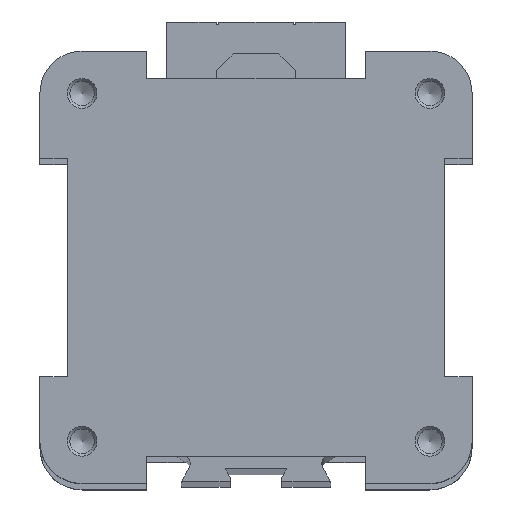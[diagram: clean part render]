
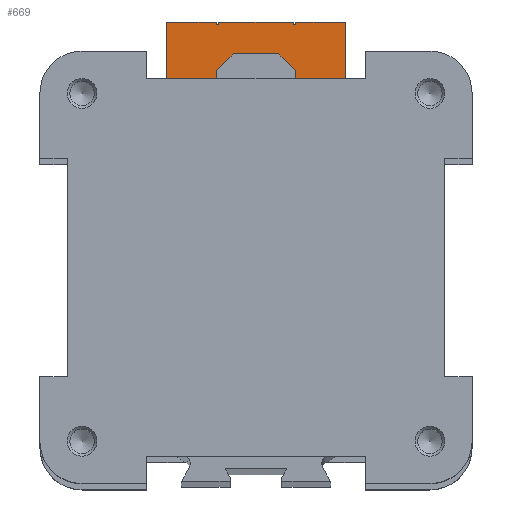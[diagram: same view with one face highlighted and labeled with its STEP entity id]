
A CAD part, top view. The second image highlights one B-rep face of the part: STEP entity #669.
In plain terms, the highlighted planar face has unit normal (0, 0, 1).
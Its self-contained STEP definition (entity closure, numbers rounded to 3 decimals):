
#669 = ADVANCED_FACE( '', ( #1359 ), #1360, .T. );
#1359 = FACE_OUTER_BOUND( '', #2052, .T. );
#1360 = PLANE( '', #2053 );
#2052 = EDGE_LOOP( '', ( #3762, #3763, #3764, #3765, #3766, #3767, #3768, #3769, #3770, #3771, #3772, #3773, #3774, #3775, #3776, #3777 ) );
#2053 = AXIS2_PLACEMENT_3D( '', #3778, #3779, #3780 );
#3762 = ORIENTED_EDGE( '', *, *, #4132, .T. );
#3763 = ORIENTED_EDGE( '', *, *, #4110, .T. );
#3764 = ORIENTED_EDGE( '', *, *, #4694, .T. );
#3765 = ORIENTED_EDGE( '', *, *, #4345, .T. );
#3766 = ORIENTED_EDGE( '', *, *, #4417, .T. );
#3767 = ORIENTED_EDGE( '', *, *, #4226, .T. );
#3768 = ORIENTED_EDGE( '', *, *, #4206, .T. );
#3769 = ORIENTED_EDGE( '', *, *, #4601, .T. );
#3770 = ORIENTED_EDGE( '', *, *, #4637, .T. );
#3771 = ORIENTED_EDGE( '', *, *, #4695, .T. );
#3772 = ORIENTED_EDGE( '', *, *, #4201, .T. );
#3773 = ORIENTED_EDGE( '', *, *, #4315, .T. );
#3774 = ORIENTED_EDGE( '', *, *, #4646, .T. );
#3775 = ORIENTED_EDGE( '', *, *, #4388, .T. );
#3776 = ORIENTED_EDGE( '', *, *, #4271, .T. );
#3777 = ORIENTED_EDGE( '', *, *, #4696, .T. );
#3778 = CARTESIAN_POINT( '', ( 0., 0., 300. ) );
#3779 = DIRECTION( '', ( 0., 0., 1. ) );
#3780 = DIRECTION( '', ( 1., 0., 0. ) );
#4110 = EDGE_CURVE( '', #4921, #4918, #4922, .T. );
#4132 = EDGE_CURVE( '', #4958, #4921, #4959, .T. );
#4201 = EDGE_CURVE( '', #5089, #5087, #5090, .T. );
#4206 = EDGE_CURVE( '', #5098, #5096, #5099, .T. );
#4226 = EDGE_CURVE( '', #5127, #5098, #5128, .T. );
#4271 = EDGE_CURVE( '', #5207, #5205, #5208, .T. );
#4315 = EDGE_CURVE( '', #5087, #5268, #5270, .T. );
#4345 = EDGE_CURVE( '', #5314, #5312, #5315, .T. );
#4388 = EDGE_CURVE( '', #5371, #5207, #5372, .T. );
#4417 = EDGE_CURVE( '', #5312, #5127, #5409, .T. );
#4601 = EDGE_CURVE( '', #5096, #5655, #5657, .T. );
#4637 = EDGE_CURVE( '', #5655, #5696, #5698, .T. );
#4646 = EDGE_CURVE( '', #5268, #5371, #5707, .T. );
#4694 = EDGE_CURVE( '', #4918, #5314, #5763, .T. );
#4695 = EDGE_CURVE( '', #5696, #5089, #5764, .T. );
#4696 = EDGE_CURVE( '', #5205, #4958, #5765, .T. );
#4918 = VERTEX_POINT( '', #6056 );
#4921 = VERTEX_POINT( '', #6060 );
#4922 = LINE( '', #6061, #6062 );
#4958 = VERTEX_POINT( '', #6110 );
#4959 = LINE( '', #6111, #6112 );
#5087 = VERTEX_POINT( '', #6293 );
#5089 = VERTEX_POINT( '', #6296 );
#5090 = LINE( '', #6297, #6298 );
#5096 = VERTEX_POINT( '', #6306 );
#5098 = VERTEX_POINT( '', #6309 );
#5099 = LINE( '', #6310, #6311 );
#5127 = VERTEX_POINT( '', #6346 );
#5128 = LINE( '', #6347, #6348 );
#5205 = VERTEX_POINT( '', #6453 );
#5207 = VERTEX_POINT( '', #6456 );
#5208 = LINE( '', #6457, #6458 );
#5268 = VERTEX_POINT( '', #6542 );
#5270 = LINE( '', #6545, #6546 );
#5312 = VERTEX_POINT( '', #6605 );
#5314 = VERTEX_POINT( '', #6608 );
#5315 = CIRCLE( '', #6609, 25. );
#5371 = VERTEX_POINT( '', #6691 );
#5372 = LINE( '', #6692, #6693 );
#5409 = LINE( '', #6746, #6747 );
#5655 = VERTEX_POINT( '', #7095 );
#5657 = LINE( '', #7098, #7099 );
#5696 = VERTEX_POINT( '', #7152 );
#5698 = LINE( '', #7155, #7156 );
#5707 = LINE( '', #7167, #7168 );
#5763 = LINE( '', #7245, #7246 );
#5764 = LINE( '', #7247, #7248 );
#5765 = LINE( '', #7249, #7250 );
#6056 = CARTESIAN_POINT( '', ( -4., 34., 300. ) );
#6060 = CARTESIAN_POINT( '', ( -18., 34., 300. ) );
#6061 = CARTESIAN_POINT( '', ( -18., 34., 300. ) );
#6062 = VECTOR( '', #7399, 1000. );
#6110 = CARTESIAN_POINT( '', ( -18., 49.5, 300. ) );
#6111 = CARTESIAN_POINT( '', ( -18., 49.5, 300. ) );
#6112 = VECTOR( '', #7424, 1000. );
#6293 = CARTESIAN_POINT( '', ( 7.5, 49.5, 300. ) );
#6296 = CARTESIAN_POINT( '', ( 7.5, 49., 300. ) );
#6297 = CARTESIAN_POINT( '', ( 7.5, 49., 300. ) );
#6298 = VECTOR( '', #7515, 1000. );
#6306 = CARTESIAN_POINT( '', ( 18., 49.5, 300. ) );
#6309 = CARTESIAN_POINT( '', ( 18., 34., 300. ) );
#6310 = CARTESIAN_POINT( '', ( 18., 34., 300. ) );
#6311 = VECTOR( '', #7519, 1000. );
#6346 = CARTESIAN_POINT( '', ( 4., 34., 300. ) );
#6347 = CARTESIAN_POINT( '', ( -18., 34., 300. ) );
#6348 = VECTOR( '', #7542, 1000. );
#6453 = CARTESIAN_POINT( '', ( -8., 49.5, 300. ) );
#6456 = CARTESIAN_POINT( '', ( -8., 49., 300. ) );
#6457 = CARTESIAN_POINT( '', ( -8., 49., 300. ) );
#6458 = VECTOR( '', #7599, 1000. );
#6542 = CARTESIAN_POINT( '', ( -7.5, 49.5, 300. ) );
#6545 = CARTESIAN_POINT( '', ( 7.5, 49.5, 300. ) );
#6546 = VECTOR( '', #7643, 1000. );
#6605 = CARTESIAN_POINT( '', ( 4., 24.678, 300. ) );
#6608 = CARTESIAN_POINT( '', ( -4., 24.678, 300. ) );
#6609 = AXIS2_PLACEMENT_3D( '', #7668, #7669, #7670 );
#6691 = CARTESIAN_POINT( '', ( -7.5, 49., 300. ) );
#6692 = CARTESIAN_POINT( '', ( -7.5, 49., 300. ) );
#6693 = VECTOR( '', #7703, 1000. );
#6746 = CARTESIAN_POINT( '', ( 4., 24.678, 300. ) );
#6747 = VECTOR( '', #7729, 1000. );
#7095 = CARTESIAN_POINT( '', ( 8., 49.5, 300. ) );
#7098 = CARTESIAN_POINT( '', ( 18., 49.5, 300. ) );
#7099 = VECTOR( '', #7896, 1000. );
#7152 = CARTESIAN_POINT( '', ( 8., 49., 300. ) );
#7155 = CARTESIAN_POINT( '', ( 8., 49.5, 300. ) );
#7156 = VECTOR( '', #7921, 1000. );
#7167 = CARTESIAN_POINT( '', ( -7.5, 49.5, 300. ) );
#7168 = VECTOR( '', #7927, 1000. );
#7245 = CARTESIAN_POINT( '', ( -4., 34., 300. ) );
#7246 = VECTOR( '', #7958, 1000. );
#7247 = CARTESIAN_POINT( '', ( 8., 49., 300. ) );
#7248 = VECTOR( '', #7959, 1000. );
#7249 = CARTESIAN_POINT( '', ( -8., 49.5, 300. ) );
#7250 = VECTOR( '', #7960, 1000. );
#7399 = DIRECTION( '', ( 1., 0., 0. ) );
#7424 = DIRECTION( '', ( 0., -1., 0. ) );
#7515 = DIRECTION( '', ( 0., 1., 0. ) );
#7519 = DIRECTION( '', ( 0., 1., 0. ) );
#7542 = DIRECTION( '', ( 1., 0., 0. ) );
#7599 = DIRECTION( '', ( 0., 1., 0. ) );
#7643 = DIRECTION( '', ( -1., 0., 0. ) );
#7668 = CARTESIAN_POINT( '', ( 0., 0., 300. ) );
#7669 = DIRECTION( '', ( 0., 0., 1. ) );
#7670 = DIRECTION( '', ( 1., 0., 0. ) );
#7703 = DIRECTION( '', ( -1., 0., 0. ) );
#7729 = DIRECTION( '', ( 0., 1., 0. ) );
#7896 = DIRECTION( '', ( -1., 0., 0. ) );
#7921 = DIRECTION( '', ( 0., -1., 0. ) );
#7927 = DIRECTION( '', ( 0., -1., 0. ) );
#7958 = DIRECTION( '', ( 0., -1., 0. ) );
#7959 = DIRECTION( '', ( -1., 0., 0. ) );
#7960 = DIRECTION( '', ( -1., 0., 0. ) );
